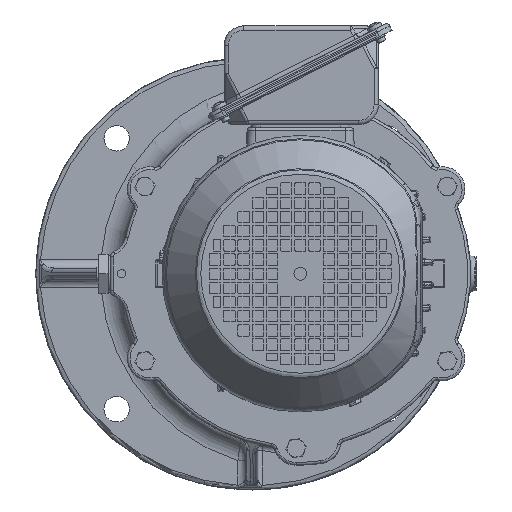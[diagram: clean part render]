
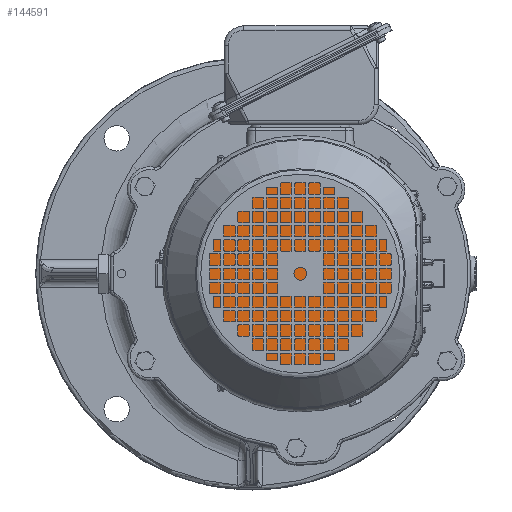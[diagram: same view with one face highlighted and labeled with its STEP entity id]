
A CAD part, left-side view. The second image highlights one B-rep face of the part: STEP entity #144591.
In plain terms, the highlighted planar face has unit normal (-1, 0, 0).
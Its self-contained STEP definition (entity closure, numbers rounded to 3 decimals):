
#9787 = DIRECTION ( 'NONE',  ( -1., 0., 0. ) ) ;
#32070 = DIRECTION ( 'NONE',  ( 0., -1., 0. ) ) ;
#32644 = CARTESIAN_POINT ( 'NONE',  ( -228.8, -82., 0. ) ) ;
#36228 = AXIS2_PLACEMENT_3D ( 'NONE', #59457, #9787, #32070 ) ;
#48875 = FACE_OUTER_BOUND ( 'NONE', #101139, .T. ) ;
#59457 = CARTESIAN_POINT ( 'NONE',  ( -228.8, -3., 0. ) ) ;
#72859 = PLANE ( 'NONE',  #140269 ) ;
#85813 = VERTEX_POINT ( 'NONE', #32644 ) ;
#92576 = ORIENTED_EDGE ( 'NONE', *, *, #155242, .T. ) ;
#101139 = EDGE_LOOP ( 'NONE', ( #92576 ) ) ;
#101201 = CARTESIAN_POINT ( 'NONE',  ( -228.8, 74.2, 0. ) ) ;
#131966 = DIRECTION ( 'NONE',  ( 0., -1., 0. ) ) ;
#132186 = CIRCLE ( 'NONE', #36228, 79. ) ;
#140269 = AXIS2_PLACEMENT_3D ( 'NONE', #101201, #142376, #131966 ) ;
#142376 = DIRECTION ( 'NONE',  ( 1., 0., 0. ) ) ;
#144591 = ADVANCED_FACE ( 'NONE', ( #48875 ), #72859, .F. ) ;
#155242 = EDGE_CURVE ( 'NONE', #85813, #85813, #132186, .T. ) ;
